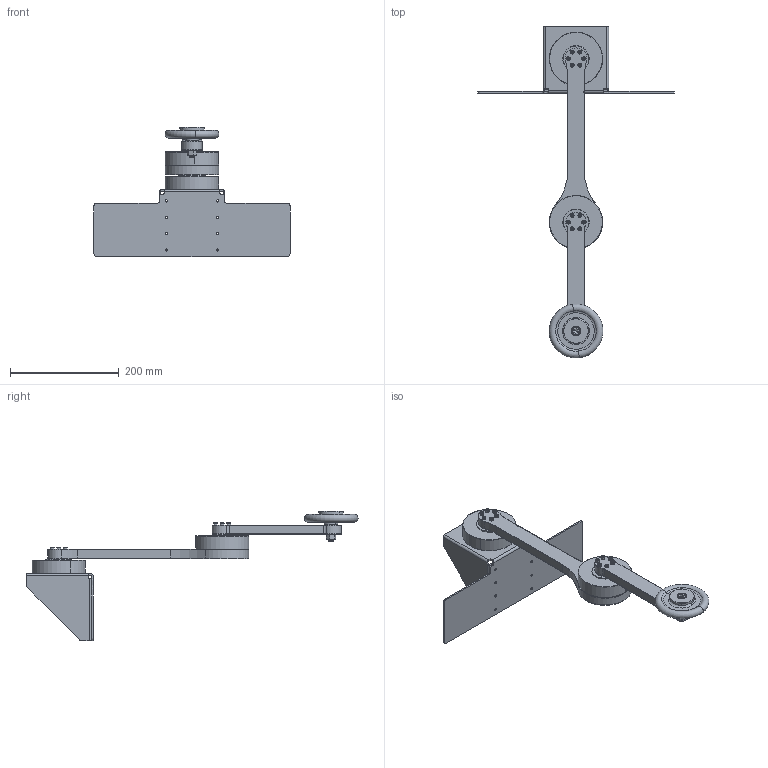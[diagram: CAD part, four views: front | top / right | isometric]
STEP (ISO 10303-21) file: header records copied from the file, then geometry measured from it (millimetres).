
FILE_DESCRIPTION (( 'STEP AP214' ), '1' );
FILE_NAME ('pendulum_003.STEP', '2022-11-24T13:21:21', ( '' ), ( '' ), 'SwSTEP 2.0', 'SolidWorks 2020', '' );
FILE_SCHEMA (( 'AUTOMOTIVE_DESIGN' ));
Length unit declared in the file: millimetre
Products named in the file (15): DIN 912 M10 x 45 --- 32N-A2-70_DIN 912 M10 x 45 --- 32N-A2-70; T-Motor-AK80-6_Dummy; pendulum_003; lever_002_300; lever_001_200; DIN 912 M3 x 6 --- 6N-A2-70_DIN 912 M3 x 6 --- 6N-A2-70; lever_002_schaum_300; din 912 m4 x 20 --- 20n-a2-70_DIN 912 M4 x 20 --- 20N-A2-70; lever_001_schaum_200; lever_002_standard_300; weight_fixation_001; lever_001_standard_200; motor_mount; hexagon nut iso 4034 - m10 - n-st-70_Hexagon Nut ISO 4034 - M10 - N-St-70; weight_0_5kg
Assembly tree (28 placements, depth 3):
  pendulum_003
    motor_mount
    T-Motor-AK80-6_Dummy  x2
    lever_002_300
      lever_002_standard_300  x2
      lever_002_schaum_300
    lever_001_200
      lever_001_standard_200  x2
      lever_001_schaum_200
    weight_0_5kg
    weight_fixation_001
    DIN 912 M10 x 45 --- 32N-A2-70_DIN 912 M10 x 45 --- 32N-A2-70
    hexagon nut iso 4034 - m10 - n-st-70_Hexagon Nut ISO 4034 - M10 - N-St-70
    din 912 m4 x 20 --- 20n-a2-70_DIN 912 M4 x 20 --- 20N-A2-70  x12
    DIN 912 M3 x 6 --- 6N-A2-70_DIN 912 M3 x 6 --- 6N-A2-70
Bounding box: 360 x 609.54 x 237 mm (x, y, z)
Volume: 1086248.4 mm3; surface area: 379586.7 mm2
Topology: 26 solids, 26 shells, 920 faces, 2242 edges, 1384 vertices
Faces by surface type: cylinder 405, plane 345, cone 104, torus 66
Entity records: 16737 total; most frequent: DIRECTION 2988, CARTESIAN_POINT 2762, ORIENTED_EDGE 2556, EDGE_CURVE 1278, AXIS2_PLACEMENT_3D 1197, VERTEX_POINT 811, EDGE_LOOP 689, CIRCLE 660
